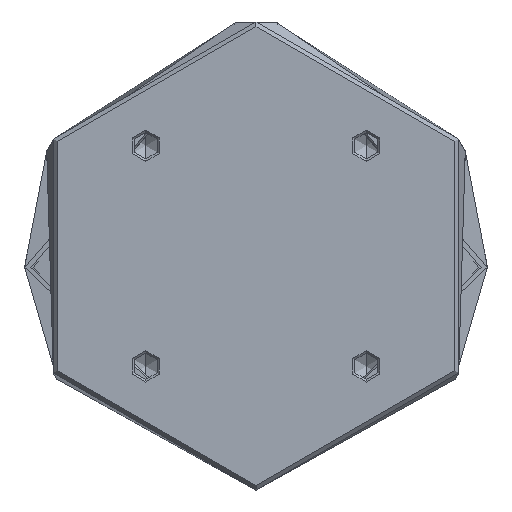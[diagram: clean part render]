
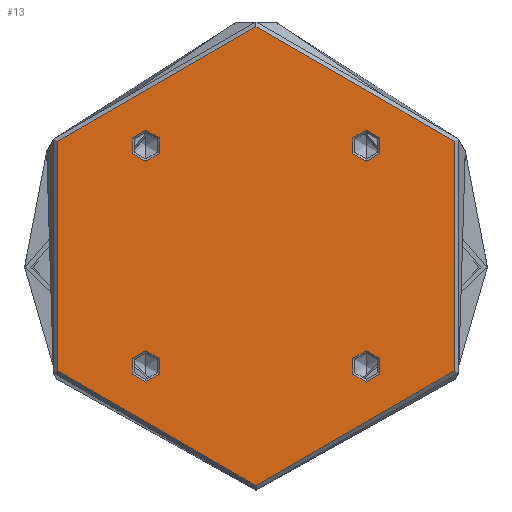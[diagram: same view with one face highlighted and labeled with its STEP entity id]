
A CAD part, front view. The second image highlights one B-rep face of the part: STEP entity #13.
In plain terms, the highlighted face is planar.
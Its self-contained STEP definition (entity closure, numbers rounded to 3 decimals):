
#13 = ADVANCED_FACE ( 'NONE', ( #4157, #2670, #4276, #2785, #1337 ), #6264, .F. ) ;
#129 = CARTESIAN_POINT ( 'NONE',  ( 73.5, 0., 0. ) ) ;
#210 = EDGE_CURVE ( 'NONE', #6833, #1835, #6957, .T. ) ;
#224 = CARTESIAN_POINT ( 'NONE',  ( 30.33, -35.355, 0. ) ) ;
#275 = CARTESIAN_POINT ( 'NONE',  ( -73.5, 0., 0. ) ) ;
#382 = VERTEX_POINT ( 'NONE', #275 ) ;
#388 = CARTESIAN_POINT ( 'NONE',  ( 35.355, 35.355, 0. ) ) ;
#440 = CIRCLE ( 'NONE', #6415, 5.025 ) ;
#447 = CARTESIAN_POINT ( 'NONE',  ( -35.355, 35.355, 0. ) ) ;
#479 = CARTESIAN_POINT ( 'NONE',  ( 0., 0., 0. ) ) ;
#528 = CARTESIAN_POINT ( 'NONE',  ( -30.33, 35.355, 0. ) ) ;
#558 = CARTESIAN_POINT ( 'NONE',  ( -40.38, 35.355, 0. ) ) ;
#588 = CARTESIAN_POINT ( 'NONE',  ( -35.355, 35.355, 0. ) ) ;
#680 = CARTESIAN_POINT ( 'NONE',  ( 35.355, 35.355, 0. ) ) ;
#706 = DIRECTION ( 'NONE',  ( 0., 0., 1. ) ) ;
#738 = DIRECTION ( 'NONE',  ( 1., 0., 0. ) ) ;
#783 = CIRCLE ( 'NONE', #4706, 5.025 ) ;
#935 = EDGE_CURVE ( 'NONE', #1279, #5576, #1418, .T. ) ;
#941 = DIRECTION ( 'NONE',  ( 1., 0., 0. ) ) ;
#1000 = CARTESIAN_POINT ( 'NONE',  ( -40.38, -35.355, 0. ) ) ;
#1009 = DIRECTION ( 'NONE',  ( 1., 0., 0. ) ) ;
#1046 = DIRECTION ( 'NONE',  ( 1., 0., 0. ) ) ;
#1159 = DIRECTION ( 'NONE',  ( 1., 0., 0. ) ) ;
#1279 = VERTEX_POINT ( 'NONE', #224 ) ;
#1337 = FACE_OUTER_BOUND ( 'NONE', #1943, .T. ) ;
#1418 = CIRCLE ( 'NONE', #1476, 5.025 ) ;
#1445 = AXIS2_PLACEMENT_3D ( 'NONE', #1661, #5453, #2216 ) ;
#1476 = AXIS2_PLACEMENT_3D ( 'NONE', #4372, #3712, #4916 ) ;
#1487 = VERTEX_POINT ( 'NONE', #2689 ) ;
#1508 = CARTESIAN_POINT ( 'NONE',  ( 0., 0., 0. ) ) ;
#1535 = EDGE_LOOP ( 'NONE', ( #2101, #3311 ) ) ;
#1661 = CARTESIAN_POINT ( 'NONE',  ( -35.355, -35.355, 0. ) ) ;
#1835 = VERTEX_POINT ( 'NONE', #5047 ) ;
#1847 = EDGE_LOOP ( 'NONE', ( #2309, #2571 ) ) ;
#1924 = CARTESIAN_POINT ( 'NONE',  ( 40.38, -35.355, 0. ) ) ;
#1943 = EDGE_LOOP ( 'NONE', ( #4340, #5320 ) ) ;
#1979 = VERTEX_POINT ( 'NONE', #558 ) ;
#2066 = DIRECTION ( 'NONE',  ( 1., 0., 0. ) ) ;
#2099 = CIRCLE ( 'NONE', #4250, 5.025 ) ;
#2101 = ORIENTED_EDGE ( 'NONE', *, *, #2868, .F. ) ;
#2167 = CIRCLE ( 'NONE', #1445, 5.025 ) ;
#2216 = DIRECTION ( 'NONE',  ( 1., 0., 0. ) ) ;
#2309 = ORIENTED_EDGE ( 'NONE', *, *, #3654, .F. ) ;
#2312 = EDGE_CURVE ( 'NONE', #5166, #1487, #2099, .T. ) ;
#2388 = DIRECTION ( 'NONE',  ( 0., 0., -1. ) ) ;
#2431 = ORIENTED_EDGE ( 'NONE', *, *, #6095, .F. ) ;
#2571 = ORIENTED_EDGE ( 'NONE', *, *, #210, .F. ) ;
#2670 = FACE_BOUND ( 'NONE', #1847, .T. ) ;
#2673 = AXIS2_PLACEMENT_3D ( 'NONE', #447, #4319, #1009 ) ;
#2689 = CARTESIAN_POINT ( 'NONE',  ( 40.38, 35.355, 0. ) ) ;
#2716 = DIRECTION ( 'NONE',  ( 1., 0., 0. ) ) ;
#2736 = DIRECTION ( 'NONE',  ( 0., 0., 1. ) ) ;
#2785 = FACE_BOUND ( 'NONE', #4860, .T. ) ;
#2810 = CARTESIAN_POINT ( 'NONE',  ( -35.355, -35.355, 0. ) ) ;
#2821 = EDGE_CURVE ( 'NONE', #1487, #5166, #3899, .T. ) ;
#2845 = CIRCLE ( 'NONE', #6252, 73.5 ) ;
#2868 = EDGE_CURVE ( 'NONE', #5576, #1279, #783, .T. ) ;
#2901 = EDGE_CURVE ( 'NONE', #3328, #1979, #440, .T. ) ;
#3223 = CARTESIAN_POINT ( 'NONE',  ( 35.355, -35.355, 0. ) ) ;
#3280 = EDGE_CURVE ( 'NONE', #382, #3728, #6700, .T. ) ;
#3311 = ORIENTED_EDGE ( 'NONE', *, *, #935, .F. ) ;
#3328 = VERTEX_POINT ( 'NONE', #528 ) ;
#3519 = EDGE_CURVE ( 'NONE', #3728, #382, #2845, .T. ) ;
#3551 = ORIENTED_EDGE ( 'NONE', *, *, #2821, .F. ) ;
#3589 = AXIS2_PLACEMENT_3D ( 'NONE', #388, #4259, #941 ) ;
#3654 = EDGE_CURVE ( 'NONE', #1835, #6833, #2167, .T. ) ;
#3712 = DIRECTION ( 'NONE',  ( 0., 0., 1. ) ) ;
#3728 = VERTEX_POINT ( 'NONE', #129 ) ;
#3766 = DIRECTION ( 'NONE',  ( 1., 0., 0. ) ) ;
#3899 = CIRCLE ( 'NONE', #3589, 5.025 ) ;
#4157 = FACE_BOUND ( 'NONE', #6841, .T. ) ;
#4250 = AXIS2_PLACEMENT_3D ( 'NONE', #680, #706, #738 ) ;
#4259 = DIRECTION ( 'NONE',  ( 0., 0., 1. ) ) ;
#4276 = FACE_BOUND ( 'NONE', #1535, .T. ) ;
#4319 = DIRECTION ( 'NONE',  ( 0., 0., 1. ) ) ;
#4340 = ORIENTED_EDGE ( 'NONE', *, *, #3280, .T. ) ;
#4356 = DIRECTION ( 'NONE',  ( 0., 0., 1. ) ) ;
#4372 = CARTESIAN_POINT ( 'NONE',  ( 35.355, -35.355, 0. ) ) ;
#4410 = ORIENTED_EDGE ( 'NONE', *, *, #2312, .F. ) ;
#4452 = DIRECTION ( 'NONE',  ( 0., 0., 1. ) ) ;
#4475 = CARTESIAN_POINT ( 'NONE',  ( 30.33, 35.355, 0. ) ) ;
#4706 = AXIS2_PLACEMENT_3D ( 'NONE', #3223, #6936, #3766 ) ;
#4860 = EDGE_LOOP ( 'NONE', ( #3551, #4410 ) ) ;
#4916 = DIRECTION ( 'NONE',  ( 1., 0., 0. ) ) ;
#4941 = AXIS2_PLACEMENT_3D ( 'NONE', #2810, #2736, #2716 ) ;
#5047 = CARTESIAN_POINT ( 'NONE',  ( -30.33, -35.355, 0. ) ) ;
#5166 = VERTEX_POINT ( 'NONE', #4475 ) ;
#5297 = DIRECTION ( 'NONE',  ( 0., 0., 1. ) ) ;
#5320 = ORIENTED_EDGE ( 'NONE', *, *, #3519, .T. ) ;
#5453 = DIRECTION ( 'NONE',  ( 0., 0., 1. ) ) ;
#5576 = VERTEX_POINT ( 'NONE', #1924 ) ;
#5842 = CIRCLE ( 'NONE', #2673, 5.025 ) ;
#5930 = ORIENTED_EDGE ( 'NONE', *, *, #2901, .F. ) ;
#6095 = EDGE_CURVE ( 'NONE', #1979, #3328, #5842, .T. ) ;
#6171 = AXIS2_PLACEMENT_3D ( 'NONE', #479, #4356, #1046 ) ;
#6252 = AXIS2_PLACEMENT_3D ( 'NONE', #1508, #5297, #2066 ) ;
#6264 = PLANE ( 'NONE',  #6650 ) ;
#6415 = AXIS2_PLACEMENT_3D ( 'NONE', #588, #4452, #1159 ) ;
#6650 = AXIS2_PLACEMENT_3D ( 'NONE', #6905, #2388, #6725 ) ;
#6700 = CIRCLE ( 'NONE', #6171, 73.5 ) ;
#6725 = DIRECTION ( 'NONE',  ( -1., 0., 0. ) ) ;
#6833 = VERTEX_POINT ( 'NONE', #1000 ) ;
#6841 = EDGE_LOOP ( 'NONE', ( #5930, #2431 ) ) ;
#6905 = CARTESIAN_POINT ( 'NONE',  ( 0., 0., 0. ) ) ;
#6936 = DIRECTION ( 'NONE',  ( 0., 0., 1. ) ) ;
#6957 = CIRCLE ( 'NONE', #4941, 5.025 ) ;
